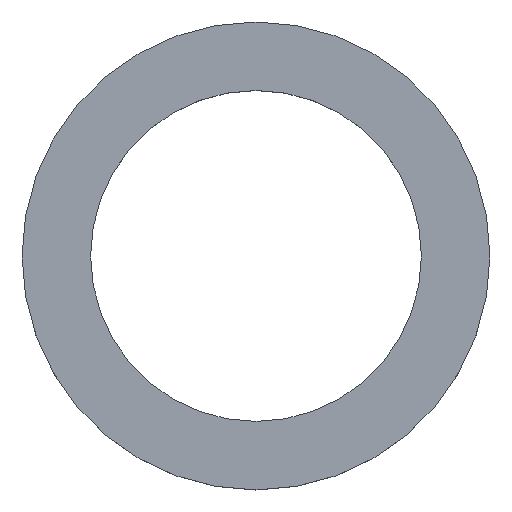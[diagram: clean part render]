
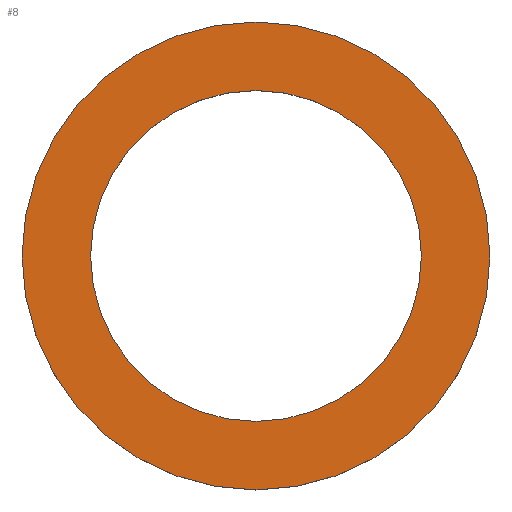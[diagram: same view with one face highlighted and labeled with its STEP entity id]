
A CAD part, top view. The second image highlights one B-rep face of the part: STEP entity #8.
In plain terms, the highlighted planar face has unit normal (0, 0, 1).
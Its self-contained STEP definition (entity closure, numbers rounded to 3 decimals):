
#3 = DIRECTION ( 'NONE',  ( 0., 0., 1. ) ) ;
#4 = CARTESIAN_POINT ( 'NONE',  ( 0., 0., 1.4 ) ) ;
#5 = CARTESIAN_POINT ( 'NONE',  ( 0., 0., 1.4 ) ) ;
#8 = ADVANCED_FACE ( 'NONE', ( #94, #43 ), #134, .T. ) ;
#13 = DIRECTION ( 'NONE',  ( 1., 0., 0. ) ) ;
#18 = EDGE_CURVE ( 'NONE', #131, #26, #21, .T. ) ;
#21 = CIRCLE ( 'NONE', #128, 5.55 ) ;
#25 = CARTESIAN_POINT ( 'NONE',  ( 0., 0., 1.4 ) ) ;
#26 = VERTEX_POINT ( 'NONE', #154 ) ;
#27 = CIRCLE ( 'NONE', #55, 7.85 ) ;
#31 = DIRECTION ( 'NONE',  ( 0., 0., 1. ) ) ;
#42 = AXIS2_PLACEMENT_3D ( 'NONE', #5, #31, #103 ) ;
#43 = FACE_BOUND ( 'NONE', #201, .T. ) ;
#49 = DIRECTION ( 'NONE',  ( 0., 0., 1. ) ) ;
#55 = AXIS2_PLACEMENT_3D ( 'NONE', #4, #49, #209 ) ;
#78 = ORIENTED_EDGE ( 'NONE', *, *, #18, .F. ) ;
#79 = EDGE_CURVE ( 'NONE', #26, #131, #117, .T. ) ;
#84 = DIRECTION ( 'NONE',  ( 0., 0., 1. ) ) ;
#87 = CARTESIAN_POINT ( 'NONE',  ( 5.55, 0., 1.4 ) ) ;
#94 = FACE_OUTER_BOUND ( 'NONE', #197, .T. ) ;
#100 = EDGE_CURVE ( 'NONE', #202, #114, #27, .T. ) ;
#103 = DIRECTION ( 'NONE',  ( 1., 0., 0. ) ) ;
#114 = VERTEX_POINT ( 'NONE', #160 ) ;
#116 = DIRECTION ( 'NONE',  ( 0., 0., 1. ) ) ;
#117 = CIRCLE ( 'NONE', #210, 5.55 ) ;
#118 = CARTESIAN_POINT ( 'NONE',  ( 0., 0., 1.4 ) ) ;
#128 = AXIS2_PLACEMENT_3D ( 'NONE', #199, #84, #153 ) ;
#131 = VERTEX_POINT ( 'NONE', #87 ) ;
#134 = PLANE ( 'NONE',  #140 ) ;
#137 = EDGE_CURVE ( 'NONE', #114, #202, #146, .T. ) ;
#139 = ORIENTED_EDGE ( 'NONE', *, *, #137, .T. ) ;
#140 = AXIS2_PLACEMENT_3D ( 'NONE', #118, #3, #13 ) ;
#146 = CIRCLE ( 'NONE', #42, 7.85 ) ;
#153 = DIRECTION ( 'NONE',  ( 1., 0., 0. ) ) ;
#154 = CARTESIAN_POINT ( 'NONE',  ( -5.55, 0., 1.4 ) ) ;
#160 = CARTESIAN_POINT ( 'NONE',  ( 7.85, 0., 1.4 ) ) ;
#178 = CARTESIAN_POINT ( 'NONE',  ( -7.85, 0., 1.4 ) ) ;
#184 = DIRECTION ( 'NONE',  ( 1., 0., 0. ) ) ;
#197 = EDGE_LOOP ( 'NONE', ( #212, #139 ) ) ;
#199 = CARTESIAN_POINT ( 'NONE',  ( 0., 0., 1.4 ) ) ;
#201 = EDGE_LOOP ( 'NONE', ( #211, #78 ) ) ;
#202 = VERTEX_POINT ( 'NONE', #178 ) ;
#209 = DIRECTION ( 'NONE',  ( 1., 0., 0. ) ) ;
#210 = AXIS2_PLACEMENT_3D ( 'NONE', #25, #116, #184 ) ;
#211 = ORIENTED_EDGE ( 'NONE', *, *, #79, .F. ) ;
#212 = ORIENTED_EDGE ( 'NONE', *, *, #100, .T. ) ;
